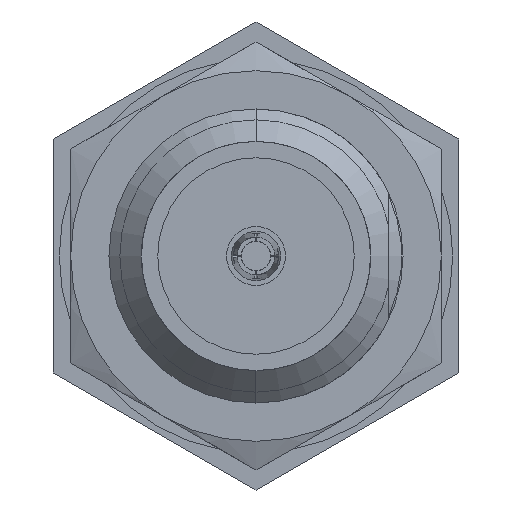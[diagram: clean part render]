
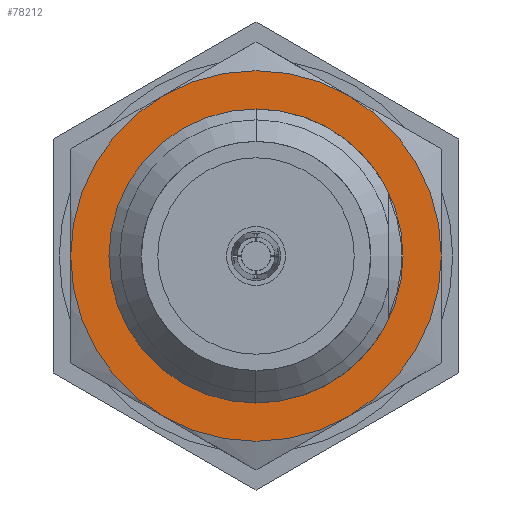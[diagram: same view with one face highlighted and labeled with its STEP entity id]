
A CAD part, left-side view. The second image highlights one B-rep face of the part: STEP entity #78212.
In plain terms, the highlighted planar face has unit normal (-1, 0, 0).
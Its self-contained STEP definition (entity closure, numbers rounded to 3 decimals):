
#365 = AXIS2_PLACEMENT_3D ( 'NONE', #54624, #48607, #68328 ) ;
#1503 = EDGE_CURVE ( 'NONE', #57818, #63410, #16436, .T. ) ;
#1700 = CARTESIAN_POINT ( 'NONE',  ( 0.737, 0., 0. ) ) ;
#2094 = CIRCLE ( 'NONE', #28133, 6.35 ) ;
#2611 = CIRCLE ( 'NONE', #17644, 8.001 ) ;
#3743 = DIRECTION ( 'NONE',  ( 1., 0., 0. ) ) ;
#3871 = ORIENTED_EDGE ( 'NONE', *, *, #11493, .F. ) ;
#5550 = AXIS2_PLACEMENT_3D ( 'NONE', #50991, #3743, #42841 ) ;
#6470 = ORIENTED_EDGE ( 'NONE', *, *, #68020, .T. ) ;
#9837 = DIRECTION ( 'NONE',  ( -1., 0., 0. ) ) ;
#10848 = VERTEX_POINT ( 'NONE', #56944 ) ;
#11493 = EDGE_CURVE ( 'NONE', #47209, #21253, #2094, .T. ) ;
#11890 = EDGE_LOOP ( 'NONE', ( #80643, #57591, #70652, #80697, #50655, #6470 ) ) ;
#13261 = DIRECTION ( 'NONE',  ( -1., 0., 0. ) ) ;
#13698 = CARTESIAN_POINT ( 'NONE',  ( 0.737, 0., -8.001 ) ) ;
#13720 = CIRCLE ( 'NONE', #30138, 6.35 ) ;
#14500 = EDGE_CURVE ( 'NONE', #81277, #57818, #83508, .T. ) ;
#16436 = CIRCLE ( 'NONE', #21974, 8.001 ) ;
#17336 = CARTESIAN_POINT ( 'NONE',  ( 0.737, 0., 0. ) ) ;
#17405 = CARTESIAN_POINT ( 'NONE',  ( 0.737, 6.929, -4.001 ) ) ;
#17644 = AXIS2_PLACEMENT_3D ( 'NONE', #78841, #19509, #71540 ) ;
#18752 = EDGE_CURVE ( 'NONE', #39637, #57746, #2611, .T. ) ;
#19509 = DIRECTION ( 'NONE',  ( -1., 0., 0. ) ) ;
#21253 = VERTEX_POINT ( 'NONE', #74636 ) ;
#21970 = CARTESIAN_POINT ( 'NONE',  ( 0.737, 0., 0. ) ) ;
#21974 = AXIS2_PLACEMENT_3D ( 'NONE', #17336, #29384, #83546 ) ;
#22298 = CIRCLE ( 'NONE', #365, 8.001 ) ;
#23467 = FACE_BOUND ( 'NONE', #40823, .T. ) ;
#25091 = CARTESIAN_POINT ( 'NONE',  ( 0.737, -6.929, -4.001 ) ) ;
#27708 = EDGE_CURVE ( 'NONE', #10848, #39637, #58037, .T. ) ;
#27871 = AXIS2_PLACEMENT_3D ( 'NONE', #68672, #9837, #36023 ) ;
#27927 = DIRECTION ( 'NONE',  ( 0., 0., 1. ) ) ;
#28133 = AXIS2_PLACEMENT_3D ( 'NONE', #21970, #48237, #70820 ) ;
#29384 = DIRECTION ( 'NONE',  ( -1., 0., 0. ) ) ;
#30138 = AXIS2_PLACEMENT_3D ( 'NONE', #33922, #65315, #27927 ) ;
#32857 = ORIENTED_EDGE ( 'NONE', *, *, #77958, .F. ) ;
#33922 = CARTESIAN_POINT ( 'NONE',  ( 0.737, 0., 0. ) ) ;
#34317 = DIRECTION ( 'NONE',  ( -1., 0., 0. ) ) ;
#36023 = DIRECTION ( 'NONE',  ( 0., 0., 1. ) ) ;
#39637 = VERTEX_POINT ( 'NONE', #70582 ) ;
#40122 = EDGE_CURVE ( 'NONE', #63410, #10848, #40559, .T. ) ;
#40559 = CIRCLE ( 'NONE', #43347, 8.001 ) ;
#40823 = EDGE_LOOP ( 'NONE', ( #3871, #32857 ) ) ;
#42841 = DIRECTION ( 'NONE',  ( 0., 0., -1. ) ) ;
#43347 = AXIS2_PLACEMENT_3D ( 'NONE', #1700, #34317, #60517 ) ;
#44270 = CARTESIAN_POINT ( 'NONE',  ( 0.737, 6.929, 4.001 ) ) ;
#46481 = AXIS2_PLACEMENT_3D ( 'NONE', #63959, #13261, #58363 ) ;
#47209 = VERTEX_POINT ( 'NONE', #81351 ) ;
#48237 = DIRECTION ( 'NONE',  ( -1., 0., 0. ) ) ;
#48607 = DIRECTION ( 'NONE',  ( -1., 0., 0. ) ) ;
#50655 = ORIENTED_EDGE ( 'NONE', *, *, #18752, .T. ) ;
#50991 = CARTESIAN_POINT ( 'NONE',  ( 0.737, 0., 0. ) ) ;
#54624 = CARTESIAN_POINT ( 'NONE',  ( 0.737, 0., 0. ) ) ;
#56944 = CARTESIAN_POINT ( 'NONE',  ( 0.737, -6.929, 4.001 ) ) ;
#57408 = PLANE ( 'NONE',  #5550 ) ;
#57591 = ORIENTED_EDGE ( 'NONE', *, *, #1503, .T. ) ;
#57746 = VERTEX_POINT ( 'NONE', #44270 ) ;
#57818 = VERTEX_POINT ( 'NONE', #13698 ) ;
#58037 = CIRCLE ( 'NONE', #27871, 8.001 ) ;
#58363 = DIRECTION ( 'NONE',  ( 0., 0., 1. ) ) ;
#60517 = DIRECTION ( 'NONE',  ( 0., 0., 1. ) ) ;
#63410 = VERTEX_POINT ( 'NONE', #25091 ) ;
#63959 = CARTESIAN_POINT ( 'NONE',  ( 0.737, 0., 0. ) ) ;
#65315 = DIRECTION ( 'NONE',  ( -1., 0., 0. ) ) ;
#68020 = EDGE_CURVE ( 'NONE', #57746, #81277, #22298, .T. ) ;
#68328 = DIRECTION ( 'NONE',  ( 0., 0., 1. ) ) ;
#68672 = CARTESIAN_POINT ( 'NONE',  ( 0.737, 0., 0. ) ) ;
#70582 = CARTESIAN_POINT ( 'NONE',  ( 0.737, 0., 8.001 ) ) ;
#70652 = ORIENTED_EDGE ( 'NONE', *, *, #40122, .T. ) ;
#70820 = DIRECTION ( 'NONE',  ( 0., 0., 1. ) ) ;
#71540 = DIRECTION ( 'NONE',  ( 0., 0., 1. ) ) ;
#74636 = CARTESIAN_POINT ( 'NONE',  ( 0.737, 0., -6.35 ) ) ;
#76764 = FACE_OUTER_BOUND ( 'NONE', #11890, .T. ) ;
#77958 = EDGE_CURVE ( 'NONE', #21253, #47209, #13720, .T. ) ;
#78212 = ADVANCED_FACE ( 'NONE', ( #23467, #76764 ), #57408, .F. ) ;
#78841 = CARTESIAN_POINT ( 'NONE',  ( 0.737, 0., 0. ) ) ;
#80643 = ORIENTED_EDGE ( 'NONE', *, *, #14500, .T. ) ;
#80697 = ORIENTED_EDGE ( 'NONE', *, *, #27708, .T. ) ;
#81277 = VERTEX_POINT ( 'NONE', #17405 ) ;
#81351 = CARTESIAN_POINT ( 'NONE',  ( 0.737, 0., 6.35 ) ) ;
#83508 = CIRCLE ( 'NONE', #46481, 8.001 ) ;
#83546 = DIRECTION ( 'NONE',  ( 0., 0., 1. ) ) ;
